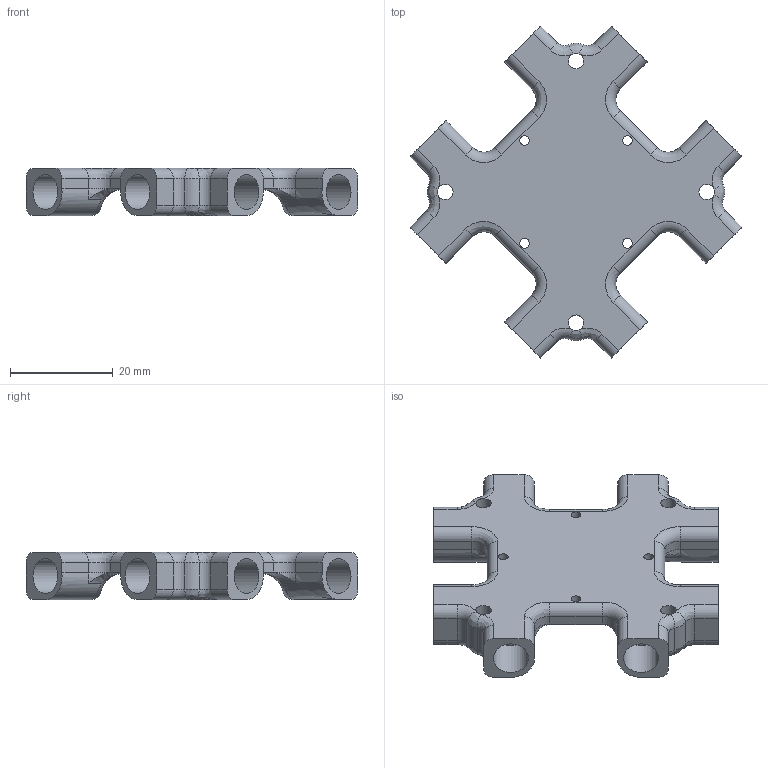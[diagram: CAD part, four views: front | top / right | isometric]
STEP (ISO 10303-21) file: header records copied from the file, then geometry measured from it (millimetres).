
FILE_DESCRIPTION((''),'2;1');
FILE_NAME('filename', '',(''),(''),'','','');
FILE_SCHEMA(('AUTOMOTIVE_DESIGN { 1 0 10303 214 1 1 1 1 }'));
Length unit declared in the file: millimetre
Products named in the file (1): MainBase
Bounding box: 64.53 x 64.53 x 9.2 mm (x, y, z)
Volume: 10243 mm3; surface area: 8099.2 mm2
Topology: 5 solids, 5 shells, 210 faces, 502 edges, 298 vertices
Faces by surface type: bspline 103, cylinder 63, plane 32, torus 12
Full cylindrical faces by diameter (mm): 1.9 x3, 3 x4, 4.2 x3, 6.8 x4
Entity records: 8210 total; most frequent: CARTESIAN_POINT 3802, ORIENTED_EDGE 928, DIRECTION 840, EDGE_CURVE 464, AXIS2_PLACEMENT_3D 332, VERTEX_POINT 288, EDGE_LOOP 250, CIRCLE 220
